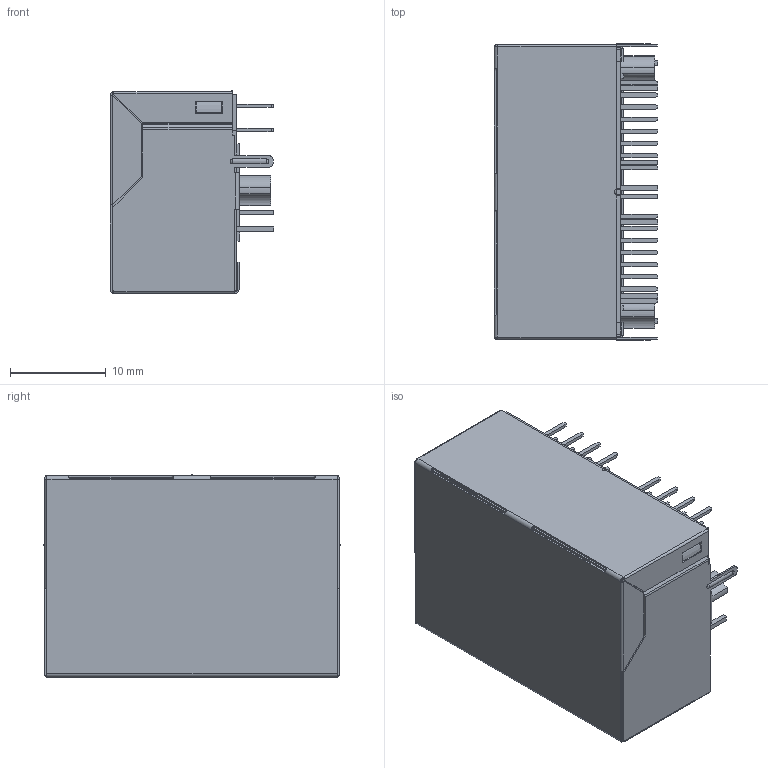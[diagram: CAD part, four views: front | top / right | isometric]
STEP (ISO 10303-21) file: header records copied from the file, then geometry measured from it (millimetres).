
FILE_DESCRIPTION((''),'2;1');
FILE_NAME('DGKYD112B002AB2A1D3','2022-09-07T10:49:40',('Administrator'),(''),'CREO PARAMETRIC BY PTC INC, 2018400','CREO PARAMETRIC BY PTC INC, 2018400','');
FILE_SCHEMA(('CONFIG_CONTROL_DESIGN'));
Products named in the file (1): DGKYD112B002AB2A1D3
Bounding box: 17.15 x 31 x 21.2 mm (x, y, z)
Volume: 3536.5 mm3; surface area: 12618.4 mm2
Topology: 1 solids, 2 shells, 2102 faces, 6449 edges, 4182 vertices
Faces by surface type: plane 1666, cylinder 420, sphere 10, bspline 6
Entity records: 71922 total; most frequent: CARTESIAN_POINT 13089, ORIENTED_EDGE 12880, DIRECTION 11658, EDGE_CURVE 6449, VECTOR 5412, LINE 5412, VERTEX_POINT 4182, AXIS2_PLACEMENT_3D 3123
